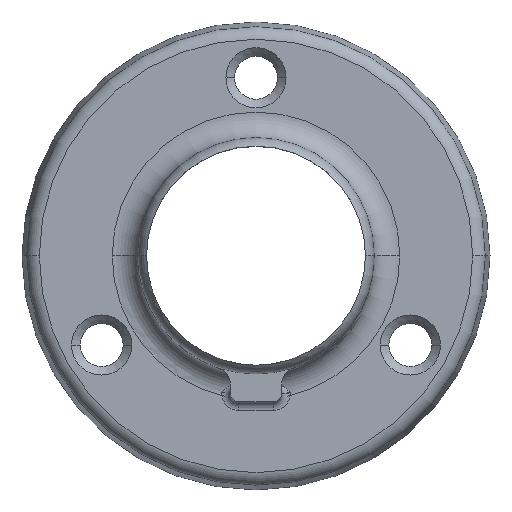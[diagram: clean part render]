
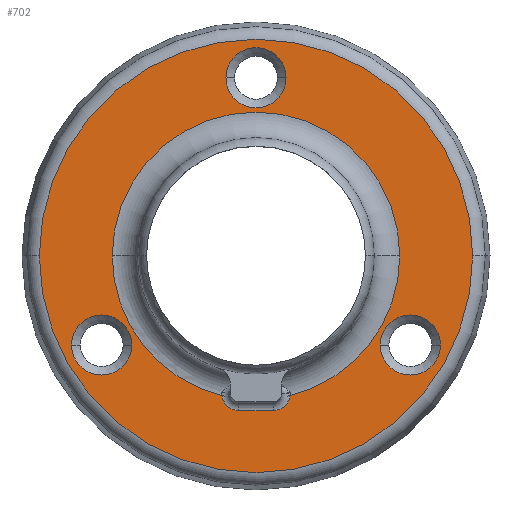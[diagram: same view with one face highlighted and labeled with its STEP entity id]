
A CAD part, top view. The second image highlights one B-rep face of the part: STEP entity #702.
In plain terms, the highlighted planar face has unit normal (0, 0, 1).
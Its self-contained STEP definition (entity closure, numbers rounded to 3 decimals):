
#7 = CARTESIAN_POINT ( 'NONE',  ( -25.234, 0., -11.5 ) ) ;
#8 = EDGE_CURVE ( 'NONE', #16, #461, #1532, .T. ) ;
#16 = VERTEX_POINT ( 'NONE', #203 ) ;
#17 = DIRECTION ( 'NONE',  ( 1., 0., 0. ) ) ;
#29 = EDGE_CURVE ( 'NONE', #904, #1416, #39, .T. ) ;
#36 = DIRECTION ( 'NONE',  ( 0., 0., -1. ) ) ;
#39 = CIRCLE ( 'NONE', #1255, 16.741 ) ;
#55 = DIRECTION ( 'NONE',  ( 0., 0., 1. ) ) ;
#88 = EDGE_CURVE ( 'NONE', #307, #833, #757, .T. ) ;
#96 = ORIENTED_EDGE ( 'NONE', *, *, #417, .T. ) ;
#97 = DIRECTION ( 'NONE',  ( 0., 0., -1. ) ) ;
#114 = CIRCLE ( 'NONE', #858, 3.5 ) ;
#124 = DIRECTION ( 'NONE',  ( 0., 0., -1. ) ) ;
#135 = CARTESIAN_POINT ( 'NONE',  ( 0., -18., -11.5 ) ) ;
#150 = CIRCLE ( 'NONE', #1025, 25.234 ) ;
#151 = DIRECTION ( 'NONE',  ( 1., 0., 0. ) ) ;
#155 = CARTESIAN_POINT ( 'NONE',  ( -2., -16., -11.5 ) ) ;
#162 = CIRCLE ( 'NONE', #712, 3.5 ) ;
#180 = CARTESIAN_POINT ( 'NONE',  ( -3.983, -16.261, -11.5 ) ) ;
#189 = FACE_OUTER_BOUND ( 'NONE', #932, .T. ) ;
#203 = CARTESIAN_POINT ( 'NONE',  ( -3.5, 20.75, -11.5 ) ) ;
#236 = VERTEX_POINT ( 'NONE', #1625 ) ;
#242 = ORIENTED_EDGE ( 'NONE', *, *, #1035, .T. ) ;
#246 = CARTESIAN_POINT ( 'NONE',  ( -14.47, -10.375, -11.5 ) ) ;
#278 = LINE ( 'NONE', #135, #634 ) ;
#281 = DIRECTION ( 'NONE',  ( 1., 0., 0. ) ) ;
#302 = CARTESIAN_POINT ( 'NONE',  ( 0., 0., -11.5 ) ) ;
#307 = VERTEX_POINT ( 'NONE', #1262 ) ;
#329 = DIRECTION ( 'NONE',  ( 1., 0., 0. ) ) ;
#337 = EDGE_CURVE ( 'NONE', #833, #904, #559, .T. ) ;
#365 = ORIENTED_EDGE ( 'NONE', *, *, #1212, .T. ) ;
#375 = CIRCLE ( 'NONE', #1663, 2. ) ;
#397 = CARTESIAN_POINT ( 'NONE',  ( 2., -16., -11.5 ) ) ;
#409 = DIRECTION ( 'NONE',  ( 1., 0., 0. ) ) ;
#417 = EDGE_CURVE ( 'NONE', #1400, #939, #278, .T. ) ;
#430 = EDGE_CURVE ( 'NONE', #764, #236, #114, .T. ) ;
#461 = VERTEX_POINT ( 'NONE', #652 ) ;
#474 = FACE_BOUND ( 'NONE', #1134, .T. ) ;
#477 = CARTESIAN_POINT ( 'NONE',  ( 0., 0., -11.5 ) ) ;
#484 = AXIS2_PLACEMENT_3D ( 'NONE', #1113, #1121, #329 ) ;
#488 = ORIENTED_EDGE ( 'NONE', *, *, #701, .T. ) ;
#492 = FACE_BOUND ( 'NONE', #1409, .T. ) ;
#507 = ORIENTED_EDGE ( 'NONE', *, *, #747, .T. ) ;
#512 = CARTESIAN_POINT ( 'NONE',  ( 14.47, -10.375, -11.5 ) ) ;
#519 = ORIENTED_EDGE ( 'NONE', *, *, #29, .F. ) ;
#526 = CIRCLE ( 'NONE', #1324, 2. ) ;
#536 = DIRECTION ( 'NONE',  ( 1., 0., 0. ) ) ;
#545 = ORIENTED_EDGE ( 'NONE', *, *, #1223, .T. ) ;
#559 = CIRCLE ( 'NONE', #1220, 16.741 ) ;
#585 = CIRCLE ( 'NONE', #1110, 3.5 ) ;
#591 = CARTESIAN_POINT ( 'NONE',  ( -17.97, -10.375, -11.5 ) ) ;
#613 = DIRECTION ( 'NONE',  ( 0., 0., 1. ) ) ;
#631 = VERTEX_POINT ( 'NONE', #1145 ) ;
#634 = VECTOR ( 'NONE', #1208, 1000. ) ;
#638 = EDGE_CURVE ( 'NONE', #752, #631, #1351, .T. ) ;
#652 = CARTESIAN_POINT ( 'NONE',  ( 3.5, 20.75, -11.5 ) ) ;
#701 = EDGE_CURVE ( 'NONE', #236, #764, #825, .T. ) ;
#702 = ADVANCED_FACE ( 'NONE', ( #978, #474, #996, #492, #189 ), #717, .T. ) ;
#709 = CARTESIAN_POINT ( 'NONE',  ( -2., -18., -11.5 ) ) ;
#712 = AXIS2_PLACEMENT_3D ( 'NONE', #843, #1635, #744 ) ;
#717 = PLANE ( 'NONE',  #884 ) ;
#732 = ORIENTED_EDGE ( 'NONE', *, *, #88, .F. ) ;
#744 = DIRECTION ( 'NONE',  ( 1., 0., 0. ) ) ;
#747 = EDGE_CURVE ( 'NONE', #307, #1400, #526, .T. ) ;
#752 = VERTEX_POINT ( 'NONE', #246 ) ;
#755 = DIRECTION ( 'NONE',  ( 0., 0., -1. ) ) ;
#757 = CIRCLE ( 'NONE', #921, 16.741 ) ;
#764 = VERTEX_POINT ( 'NONE', #512 ) ;
#805 = AXIS2_PLACEMENT_3D ( 'NONE', #1210, #1321, #17 ) ;
#822 = DIRECTION ( 'NONE',  ( 0., 0., 1. ) ) ;
#825 = CIRCLE ( 'NONE', #1043, 3.5 ) ;
#833 = VERTEX_POINT ( 'NONE', #1067 ) ;
#834 = CARTESIAN_POINT ( 'NONE',  ( 2., -18., -11.5 ) ) ;
#843 = CARTESIAN_POINT ( 'NONE',  ( -17.97, -10.375, -11.5 ) ) ;
#858 = AXIS2_PLACEMENT_3D ( 'NONE', #1326, #1582, #409 ) ;
#884 = AXIS2_PLACEMENT_3D ( 'NONE', #1239, #55, #1323 ) ;
#904 = VERTEX_POINT ( 'NONE', #1073 ) ;
#915 = DIRECTION ( 'NONE',  ( 0., 0., 1. ) ) ;
#921 = AXIS2_PLACEMENT_3D ( 'NONE', #949, #822, #151 ) ;
#932 = EDGE_LOOP ( 'NONE', ( #1254, #1468 ) ) ;
#938 = AXIS2_PLACEMENT_3D ( 'NONE', #591, #755, #1653 ) ;
#939 = VERTEX_POINT ( 'NONE', #709 ) ;
#945 = CARTESIAN_POINT ( 'NONE',  ( 0., 20.75, -11.5 ) ) ;
#949 = CARTESIAN_POINT ( 'NONE',  ( 0., 0., -11.5 ) ) ;
#978 = FACE_BOUND ( 'NONE', #1178, .T. ) ;
#996 = FACE_BOUND ( 'NONE', #1545, .T. ) ;
#1017 = ORIENTED_EDGE ( 'NONE', *, *, #8, .T. ) ;
#1025 = AXIS2_PLACEMENT_3D ( 'NONE', #302, #1065, #1346 ) ;
#1028 = ORIENTED_EDGE ( 'NONE', *, *, #430, .T. ) ;
#1035 = EDGE_CURVE ( 'NONE', #631, #752, #162, .T. ) ;
#1038 = ORIENTED_EDGE ( 'NONE', *, *, #638, .T. ) ;
#1043 = AXIS2_PLACEMENT_3D ( 'NONE', #1275, #97, #1674 ) ;
#1065 = DIRECTION ( 'NONE',  ( 0., 0., 1. ) ) ;
#1067 = CARTESIAN_POINT ( 'NONE',  ( 16.741, 0., -11.5 ) ) ;
#1073 = CARTESIAN_POINT ( 'NONE',  ( -16.741, 0., -11.5 ) ) ;
#1110 = AXIS2_PLACEMENT_3D ( 'NONE', #945, #36, #1330 ) ;
#1113 = CARTESIAN_POINT ( 'NONE',  ( 0., 20.75, -11.5 ) ) ;
#1121 = DIRECTION ( 'NONE',  ( 0., 0., -1. ) ) ;
#1134 = EDGE_LOOP ( 'NONE', ( #1038, #242 ) ) ;
#1145 = CARTESIAN_POINT ( 'NONE',  ( -21.47, -10.375, -11.5 ) ) ;
#1147 = DIRECTION ( 'NONE',  ( 1., 0., 0. ) ) ;
#1178 = EDGE_LOOP ( 'NONE', ( #732, #507, #96, #365, #519, #1586 ) ) ;
#1208 = DIRECTION ( 'NONE',  ( -1., 0., 0. ) ) ;
#1210 = CARTESIAN_POINT ( 'NONE',  ( 0., 0., -11.5 ) ) ;
#1212 = EDGE_CURVE ( 'NONE', #939, #1416, #375, .T. ) ;
#1220 = AXIS2_PLACEMENT_3D ( 'NONE', #477, #613, #1147 ) ;
#1223 = EDGE_CURVE ( 'NONE', #461, #16, #585, .T. ) ;
#1239 = CARTESIAN_POINT ( 'NONE',  ( 0., 0., -11.5 ) ) ;
#1254 = ORIENTED_EDGE ( 'NONE', *, *, #1316, .T. ) ;
#1255 = AXIS2_PLACEMENT_3D ( 'NONE', #1569, #915, #1443 ) ;
#1262 = CARTESIAN_POINT ( 'NONE',  ( 3.983, -16.261, -11.5 ) ) ;
#1275 = CARTESIAN_POINT ( 'NONE',  ( 17.97, -10.375, -11.5 ) ) ;
#1282 = VERTEX_POINT ( 'NONE', #7 ) ;
#1284 = CARTESIAN_POINT ( 'NONE',  ( 25.234, 0., -11.5 ) ) ;
#1290 = EDGE_CURVE ( 'NONE', #1282, #1580, #150, .T. ) ;
#1316 = EDGE_CURVE ( 'NONE', #1580, #1282, #1473, .T. ) ;
#1321 = DIRECTION ( 'NONE',  ( 0., 0., 1. ) ) ;
#1323 = DIRECTION ( 'NONE',  ( 1., 0., 0. ) ) ;
#1324 = AXIS2_PLACEMENT_3D ( 'NONE', #397, #124, #536 ) ;
#1326 = CARTESIAN_POINT ( 'NONE',  ( 17.97, -10.375, -11.5 ) ) ;
#1330 = DIRECTION ( 'NONE',  ( 1., 0., 0. ) ) ;
#1346 = DIRECTION ( 'NONE',  ( 1., 0., 0. ) ) ;
#1351 = CIRCLE ( 'NONE', #938, 3.5 ) ;
#1400 = VERTEX_POINT ( 'NONE', #834 ) ;
#1409 = EDGE_LOOP ( 'NONE', ( #545, #1017 ) ) ;
#1416 = VERTEX_POINT ( 'NONE', #180 ) ;
#1443 = DIRECTION ( 'NONE',  ( 1., 0., 0. ) ) ;
#1468 = ORIENTED_EDGE ( 'NONE', *, *, #1290, .T. ) ;
#1473 = CIRCLE ( 'NONE', #805, 25.234 ) ;
#1532 = CIRCLE ( 'NONE', #484, 3.5 ) ;
#1545 = EDGE_LOOP ( 'NONE', ( #488, #1028 ) ) ;
#1569 = CARTESIAN_POINT ( 'NONE',  ( 0., 0., -11.5 ) ) ;
#1580 = VERTEX_POINT ( 'NONE', #1284 ) ;
#1582 = DIRECTION ( 'NONE',  ( 0., 0., -1. ) ) ;
#1584 = DIRECTION ( 'NONE',  ( 0., 0., -1. ) ) ;
#1586 = ORIENTED_EDGE ( 'NONE', *, *, #337, .F. ) ;
#1625 = CARTESIAN_POINT ( 'NONE',  ( 21.47, -10.375, -11.5 ) ) ;
#1635 = DIRECTION ( 'NONE',  ( 0., 0., -1. ) ) ;
#1653 = DIRECTION ( 'NONE',  ( 1., 0., 0. ) ) ;
#1663 = AXIS2_PLACEMENT_3D ( 'NONE', #155, #1584, #281 ) ;
#1674 = DIRECTION ( 'NONE',  ( 1., 0., 0. ) ) ;
